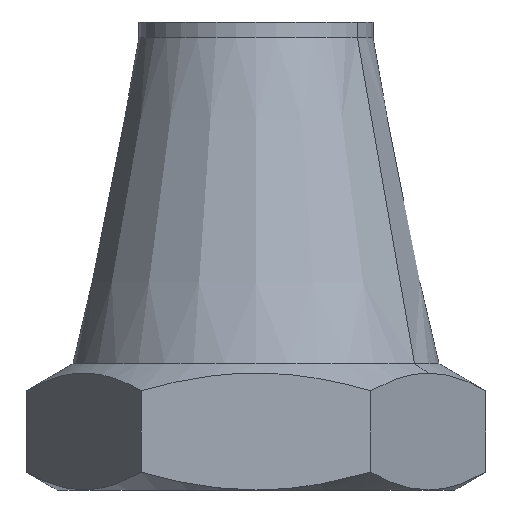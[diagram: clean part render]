
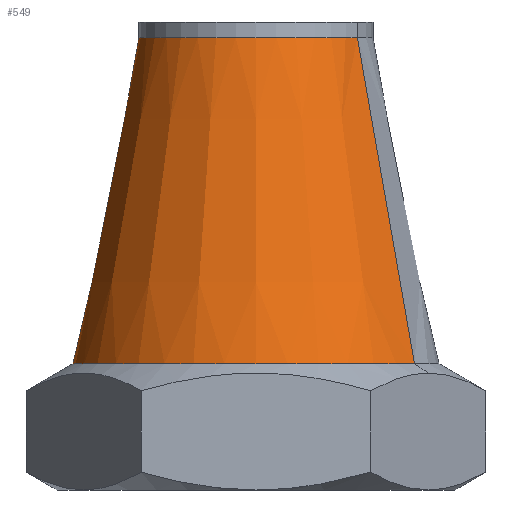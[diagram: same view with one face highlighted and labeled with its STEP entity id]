
A CAD part, left-side view. The second image highlights one B-rep face of the part: STEP entity #549.
In plain terms, the highlighted conical face has half-angle 11.436 degrees and reference radius 7.82 mm.
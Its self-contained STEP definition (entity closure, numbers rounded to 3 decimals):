
#21 = EDGE_CURVE ( 'NONE', #630, #511, #480, .T. ) ;
#56 = CONICAL_SURFACE ( 'NONE', #235, 7.82, 0.2 ) ;
#58 = LINE ( 'NONE', #446, #302 ) ;
#60 = EDGE_CURVE ( 'NONE', #467, #511, #731, .T. ) ;
#140 = VERTEX_POINT ( 'NONE', #222 ) ;
#147 = DIRECTION ( 'NONE',  ( 0.5, 0.866, 0. ) ) ;
#149 = CARTESIAN_POINT ( 'NONE',  ( 0., 0., 5.393 ) ) ;
#150 = ORIENTED_EDGE ( 'NONE', *, *, #60, .T. ) ;
#201 = EDGE_CURVE ( 'NONE', #140, #630, #58, .T. ) ;
#206 = DIRECTION ( 'NONE',  ( 0.5, 0.866, 0. ) ) ;
#222 = CARTESIAN_POINT ( 'NONE',  ( -2.5, -4.33, 19.333 ) ) ;
#234 = AXIS2_PLACEMENT_3D ( 'NONE', #760, #268, #206 ) ;
#235 = AXIS2_PLACEMENT_3D ( 'NONE', #149, #722, #711 ) ;
#268 = DIRECTION ( 'NONE',  ( 0., 0., -1. ) ) ;
#270 = CARTESIAN_POINT ( 'NONE',  ( 0., 0., 5.393 ) ) ;
#284 = EDGE_CURVE ( 'NONE', #140, #467, #586, .T. ) ;
#302 = VECTOR ( 'NONE', #494, 1000. ) ;
#324 = CARTESIAN_POINT ( 'NONE',  ( -3.91, -6.772, 5.393 ) ) ;
#380 = ORIENTED_EDGE ( 'NONE', *, *, #284, .T. ) ;
#415 = DIRECTION ( 'NONE',  ( 0.099, 0.172, -0.98 ) ) ;
#446 = CARTESIAN_POINT ( 'NONE',  ( -3.91, -6.772, 5.393 ) ) ;
#462 = FACE_OUTER_BOUND ( 'NONE', #789, .T. ) ;
#467 = VERTEX_POINT ( 'NONE', #490 ) ;
#480 = CIRCLE ( 'NONE', #795, 7.82 ) ;
#490 = CARTESIAN_POINT ( 'NONE',  ( 2.5, 4.33, 19.333 ) ) ;
#494 = DIRECTION ( 'NONE',  ( -0.099, -0.172, -0.98 ) ) ;
#511 = VERTEX_POINT ( 'NONE', #647 ) ;
#536 = VECTOR ( 'NONE', #415, 1000. ) ;
#549 = ADVANCED_FACE ( 'NONE', ( #462 ), #56, .T. ) ;
#581 = DIRECTION ( 'NONE',  ( 0., 0., -1. ) ) ;
#586 = CIRCLE ( 'NONE', #234, 5. ) ;
#608 = CARTESIAN_POINT ( 'NONE',  ( 3.91, 6.772, 5.393 ) ) ;
#630 = VERTEX_POINT ( 'NONE', #324 ) ;
#647 = CARTESIAN_POINT ( 'NONE',  ( 3.91, 6.772, 5.393 ) ) ;
#699 = ORIENTED_EDGE ( 'NONE', *, *, #201, .F. ) ;
#711 = DIRECTION ( 'NONE',  ( 0.5, 0.866, 0. ) ) ;
#717 = ORIENTED_EDGE ( 'NONE', *, *, #21, .F. ) ;
#722 = DIRECTION ( 'NONE',  ( 0., 0., -1. ) ) ;
#731 = LINE ( 'NONE', #608, #536 ) ;
#760 = CARTESIAN_POINT ( 'NONE',  ( 0., 0., 19.333 ) ) ;
#789 = EDGE_LOOP ( 'NONE', ( #699, #380, #150, #717 ) ) ;
#795 = AXIS2_PLACEMENT_3D ( 'NONE', #270, #581, #147 ) ;
